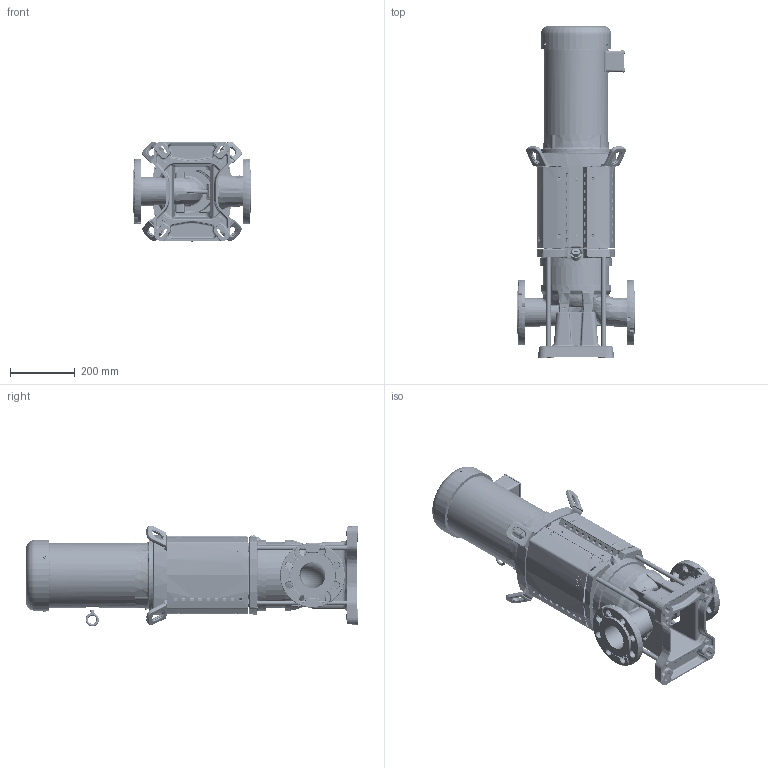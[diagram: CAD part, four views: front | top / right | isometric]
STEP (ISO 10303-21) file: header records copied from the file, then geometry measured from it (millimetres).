
FILE_DESCRIPTION(/* description */ (''),/* implementation_level */ '2;1');
FILE_NAME(/* name */ '2700882 - HELIX V270-01_1-1_A3_E_KS_N_7.5_3_Shrinkwrap_1.stp',/* time_stamp */ '2022-03-25T15:44:26-05:00',/* author */ ('faliszekte'),/* organization */ (''),/* preprocessor_version */ 'ST-DEVELOPER v18.1',/* originating_system */ 'Autodesk Inventor 2021',/* authorisation */ '');
FILE_SCHEMA (('AUTOMOTIVE_DESIGN { 1 0 10303 214 3 1 1 }'));
Products named in the file (1): 2700882 - HELIX V270-01_1-1_A3_E_KS_N_7.5_3_Shrinkwrap_1
Bounding box: 365 x 1021.69 x 310.37 mm (x, y, z)
Volume: 888.3 mm3; surface area: 2151862.4 mm2
Topology: 2 solids, 77 shells, 5564 faces, 15958 edges, 10384 vertices
Faces by surface type: cylinder 1877, plane 1605, bspline 1209, torus 424, cone 333, sphere 116
Full cylindrical faces by diameter (mm): 0.833 x4, 2 x2, 4 x2, 4.5 x2, 4.918 x5, 6 x2, 8 x8, 9.652 x1, 10.25 x4, 10.516 x7, 12.548 x1, 14 x5, 14.376 x168, 16 x168, 16.662 x1, 17.5 x1, 18 x8, 18.64 x1, 20.813 x1, 31 x1, 47.6 x1, 88 x1, 95 x2, 110.3 x3, 114 x1, 119.6 x1, 131 x2, 200 x1, 203 x2, 204 x1
Entity records: 446630 total; most frequent: CARTESIAN_POINT 306926, ORIENTED_EDGE 28854, DIRECTION 25836, EDGE_CURVE 15859, VERTEX_POINT 10384, AXIS2_PLACEMENT_3D 9886, LINE 6064, VECTOR 6064
